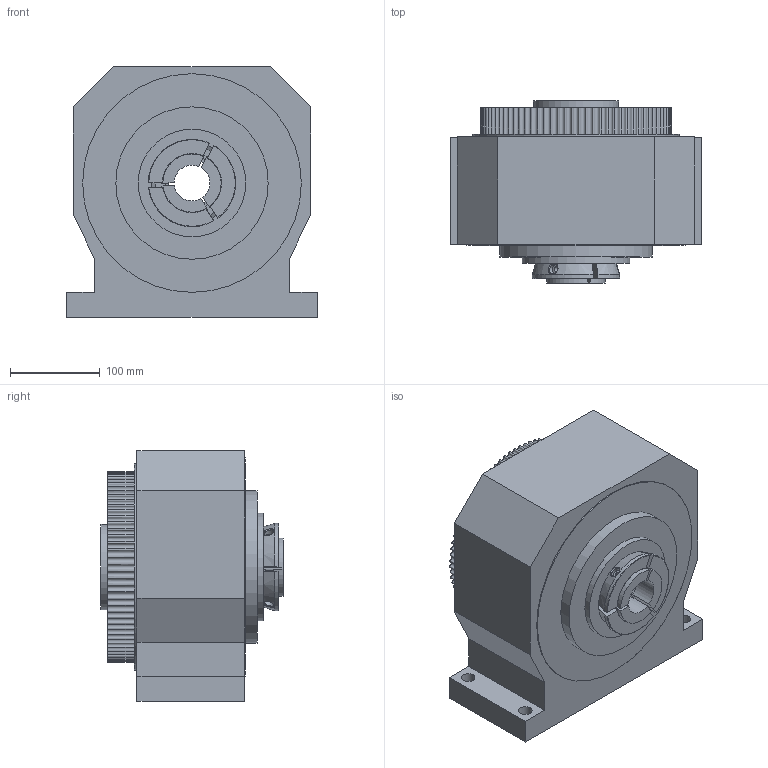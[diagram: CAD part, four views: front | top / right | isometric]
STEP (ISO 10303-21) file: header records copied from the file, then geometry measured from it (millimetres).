
FILE_DESCRIPTION (( 'STEP AP214' ), '1' );
FILE_NAME ('DRM-50+C-50-3k.STEP', '2024-09-05T03:34:10', ( '' ), ( '' ), 'SwSTEP 2.0', 'SolidWorks 2023', '' );
FILE_SCHEMA (( 'AUTOMOTIVE_DESIGN' ));
Length unit declared in the file: millimetre
Products named in the file (3): DRM-50（280）; C-50-3k; DRM-50+C-50-3k
Assembly tree (2 placements, depth 2):
  DRM-50+C-50-3k
    DRM-50（280）
    C-50-3k
Bounding box: 280 x 203.2 x 280 mm (x, y, z)
Volume: 9493925.5 mm3; surface area: 464690.8 mm2
Topology: 6 solids, 6 shells, 176 faces, 471 edges, 315 vertices
Faces by surface type: plane 82, cylinder 64, cone 13, torus 12, bspline 5
Full cylindrical faces by diameter (mm): 5 x3, 5.5 x3, 10.5 x3, 15 x4, 52 x1, 60.4 x3, 95 x1, 120 x1, 170 x1, 230 x1, 244 x1
Entity records: 13362 total; most frequent: CARTESIAN_POINT 7484, ORIENTED_EDGE 856, DIRECTION 808, EDGE_CURVE 428, AXIS2_PLACEMENT_3D 301, VERTEX_POINT 301, EDGE_LOOP 233, VECTOR 206
